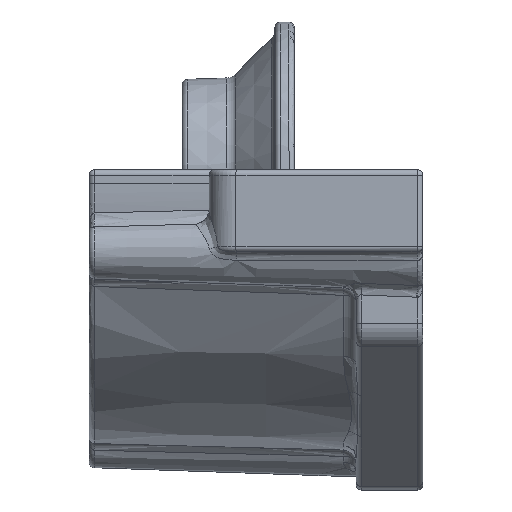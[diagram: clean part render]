
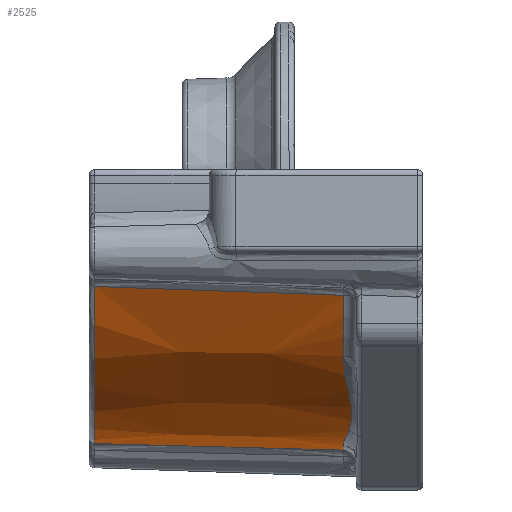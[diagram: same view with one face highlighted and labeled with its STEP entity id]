
A CAD part, left-side view. The second image highlights one B-rep face of the part: STEP entity #2525.
In plain terms, the highlighted conical face has half-angle 1.5 degrees and reference radius 98.963 mm.
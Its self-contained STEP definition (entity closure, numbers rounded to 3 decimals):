
#35 = EDGE_CURVE ( 'NONE', #5055, #2212, #7362, .T. ) ;
#198 = DIRECTION ( 'NONE',  ( 0., 0., 1. ) ) ;
#333 = VERTEX_POINT ( 'NONE', #13767 ) ;
#626 = EDGE_CURVE ( 'NONE', #2039, #5742, #4706, .T. ) ;
#821 = ORIENTED_EDGE ( 'NONE', *, *, #3038, .T. ) ;
#880 = CARTESIAN_POINT ( 'NONE',  ( -35.816, -17.533, -94.351 ) ) ;
#1302 = DIRECTION ( 'NONE',  ( 0., 1., 0. ) ) ;
#1304 = CARTESIAN_POINT ( 'NONE',  ( -91.248, 47.374, -39.81 ) ) ;
#1972 = ORIENTED_EDGE ( 'NONE', *, *, #12994, .T. ) ;
#1975 = CARTESIAN_POINT ( 'NONE',  ( -18.374, -15.681, -99.142 ) ) ;
#2039 = VERTEX_POINT ( 'NONE', #8756 ) ;
#2063 = CARTESIAN_POINT ( 'NONE',  ( -31.166, -16.779, -95.957 ) ) ;
#2089 = DIRECTION ( 'NONE',  ( 0., 1., 0. ) ) ;
#2117 = CARTESIAN_POINT ( 'NONE',  ( -37.342, -17.795, -93.755 ) ) ;
#2212 = VERTEX_POINT ( 'NONE', #8857 ) ;
#2219 = CARTESIAN_POINT ( 'NONE',  ( -63.068, -17.795, -78.902 ) ) ;
#2310 = CARTESIAN_POINT ( 'NONE',  ( -58.125, -18.57, -82.616 ) ) ;
#2406 = CARTESIAN_POINT ( 'NONE',  ( -52.928, -18.954, -86.025 ) ) ;
#2453 = CARTESIAN_POINT ( 'NONE',  ( -48.602, -18.955, -88.523 ) ) ;
#2525 = ADVANCED_FACE ( 'NONE', ( #13337 ), #3686, .T. ) ;
#2782 = AXIS2_PLACEMENT_3D ( 'NONE', #12604, #2089, #3345 ) ;
#3038 = EDGE_CURVE ( 'NONE', #12142, #333, #11728, .T. ) ;
#3170 = CARTESIAN_POINT ( 'NONE',  ( -21.629, -15.752, -98.503 ) ) ;
#3172 = ORIENTED_EDGE ( 'NONE', *, *, #35, .T. ) ;
#3219 = B_SPLINE_CURVE_WITH_KNOTS ( 'NONE', 3,
 ( #8230, #6892, #1304, #3333 ),
 .UNSPECIFIED., .F., .F.,
 ( 4, 4 ),
 ( 0., 0.095 ),
 .UNSPECIFIED. ) ;
#3227 = CARTESIAN_POINT ( 'NONE',  ( -34.276, -17.271, -94.91 ) ) ;
#3272 = CARTESIAN_POINT ( 'NONE',  ( -26.435, -16.155, -97.341 ) ) ;
#3276 = CARTESIAN_POINT ( 'NONE',  ( -76.14, -15.681, -66.433 ) ) ;
#3333 = CARTESIAN_POINT ( 'NONE',  ( -90.842, 78.9, -38.67 ) ) ;
#3345 = DIRECTION ( 'NONE',  ( 0., 0., 1. ) ) ;
#3559 = CARTESIAN_POINT ( 'NONE',  ( -55.038, -18.848, -84.698 ) ) ;
#3617 = CARTESIAN_POINT ( 'NONE',  ( -51.857, -18.982, -86.671 ) ) ;
#3686 = CONICAL_SURFACE ( 'NONE', #7676, 98.962, 0.026 ) ;
#3720 = LINE ( 'NONE', #5401, #13527 ) ;
#3956 = CARTESIAN_POINT ( 'NONE',  ( -18.374, -15.681, -99.142 ) ) ;
#4145 = ORIENTED_EDGE ( 'NONE', *, *, #626, .T. ) ;
#4404 = EDGE_LOOP ( 'NONE', ( #821, #5067, #9755, #1972, #4145, #6842, #3172, #11194 ) ) ;
#4558 = CIRCLE ( 'NONE', #11120, 101.491 ) ;
#4617 = CARTESIAN_POINT ( 'NONE',  ( -90.842, 78.9, -38.67 ) ) ;
#4706 = B_SPLINE_CURVE_WITH_KNOTS ( 'NONE', 3,
 ( #10489, #9441, #10592, #10641, #11727, #11784, #6958, #2453, #5744, #3617, #2406, #3559, #12878, #2310, #11836, #8092, #11678, #10434 ),
 .UNSPECIFIED., .F., .F.,
 ( 4, 2, 2, 2, 2, 2, 2, 2, 4 ),
 ( 0., 0.004, 0.007, 0.011, 0.015, 0.019, 0.022, 0.026, 0.03 ),
 .UNSPECIFIED. ) ;
#5055 = VERTEX_POINT ( 'NONE', #11888 ) ;
#5067 = ORIENTED_EDGE ( 'NONE', *, *, #10853, .T. ) ;
#5210 = DIRECTION ( 'NONE',  ( 0., -1., -0.026 ) ) ;
#5401 = CARTESIAN_POINT ( 'NONE',  ( 0.022, 80.877, -98.295 ) ) ;
#5439 = B_SPLINE_CURVE_WITH_KNOTS ( 'NONE', 3,
 ( #1975, #14726, #3170, #7815, #3272, #11440, #2063, #3227, #880, #2117 ),
 .UNSPECIFIED., .F., .F.,
 ( 4, 2, 2, 2, 4 ),
 ( 0., 0.005, 0.01, 0.015, 0.02 ),
 .UNSPECIFIED. ) ;
#5510 = CARTESIAN_POINT ( 'NONE',  ( 0.022, -15.681, -100.823 ) ) ;
#5610 = CARTESIAN_POINT ( 'NONE',  ( -77.217, -15.681, -65.169 ) ) ;
#5742 = VERTEX_POINT ( 'NONE', #6596 ) ;
#5744 = CARTESIAN_POINT ( 'NONE',  ( -49.694, -18.982, -87.92 ) ) ;
#5819 = CARTESIAN_POINT ( 'NONE',  ( -68.077, -16.75, -74.694 ) ) ;
#5864 = EDGE_CURVE ( 'NONE', #6645, #9429, #4558, .T. ) ;
#6278 = CARTESIAN_POINT ( 'NONE',  ( 0.022, 78.9, 0.668 ) ) ;
#6596 = CARTESIAN_POINT ( 'NONE',  ( -63.068, -17.795, -78.902 ) ) ;
#6645 = VERTEX_POINT ( 'NONE', #5510 ) ;
#6842 = ORIENTED_EDGE ( 'NONE', *, *, #7829, .T. ) ;
#6892 = CARTESIAN_POINT ( 'NONE',  ( -91.655, 15.847, -40.92 ) ) ;
#6928 = CARTESIAN_POINT ( 'NONE',  ( -71.616, -16.157, -71.26 ) ) ;
#6958 = CARTESIAN_POINT ( 'NONE',  ( -46.396, -18.85, -89.688 ) ) ;
#7355 = B_SPLINE_CURVE_WITH_KNOTS ( 'NONE', 3,
 ( #2219, #12690, #5819, #6928, #13841, #13955, #3276, #5610 ),
 .UNSPECIFIED., .F., .F.,
 ( 4, 2, 2, 4 ),
 ( 0., 0.01, 0.015, 0.02 ),
 .UNSPECIFIED. ) ;
#7362 = CIRCLE ( 'NONE', #2782, 101.491 ) ;
#7660 = DIRECTION ( 'NONE',  ( 0., -1., 0. ) ) ;
#7676 = AXIS2_PLACEMENT_3D ( 'NONE', #14495, #7660, #13302 ) ;
#7815 = CARTESIAN_POINT ( 'NONE',  ( -24.842, -15.989, -97.753 ) ) ;
#7829 = EDGE_CURVE ( 'NONE', #5742, #5055, #7355, .T. ) ;
#8092 = CARTESIAN_POINT ( 'NONE',  ( -61.124, -18.159, -80.427 ) ) ;
#8227 = CARTESIAN_POINT ( 'NONE',  ( 0.022, -15.681, 0.668 ) ) ;
#8230 = CARTESIAN_POINT ( 'NONE',  ( -92.057, -15.681, -42.014 ) ) ;
#8756 = CARTESIAN_POINT ( 'NONE',  ( -37.342, -17.795, -93.755 ) ) ;
#8772 = DIRECTION ( 'NONE',  ( 0., 0., 1. ) ) ;
#8857 = CARTESIAN_POINT ( 'NONE',  ( -92.057, -15.681, -42.014 ) ) ;
#9318 = EDGE_CURVE ( 'NONE', #2212, #12142, #3219, .T. ) ;
#9429 = VERTEX_POINT ( 'NONE', #3956 ) ;
#9441 = CARTESIAN_POINT ( 'NONE',  ( -38.492, -17.992, -93.305 ) ) ;
#9755 = ORIENTED_EDGE ( 'NONE', *, *, #5864, .T. ) ;
#10434 = CARTESIAN_POINT ( 'NONE',  ( -63.068, -17.795, -78.902 ) ) ;
#10489 = CARTESIAN_POINT ( 'NONE',  ( -37.342, -17.795, -93.755 ) ) ;
#10592 = CARTESIAN_POINT ( 'NONE',  ( -39.635, -18.159, -92.833 ) ) ;
#10641 = CARTESIAN_POINT ( 'NONE',  ( -41.908, -18.449, -91.845 ) ) ;
#10853 = EDGE_CURVE ( 'NONE', #333, #6645, #3720, .T. ) ;
#11120 = AXIS2_PLACEMENT_3D ( 'NONE', #8227, #1302, #198 ) ;
#11194 = ORIENTED_EDGE ( 'NONE', *, *, #9318, .T. ) ;
#11440 = CARTESIAN_POINT ( 'NONE',  ( -29.596, -16.55, -96.443 ) ) ;
#11588 = AXIS2_PLACEMENT_3D ( 'NONE', #6278, #13293, #8772 ) ;
#11678 = CARTESIAN_POINT ( 'NONE',  ( -62.103, -17.992, -79.673 ) ) ;
#11727 = CARTESIAN_POINT ( 'NONE',  ( -43.037, -18.571, -91.328 ) ) ;
#11728 = CIRCLE ( 'NONE', #11588, 99.014 ) ;
#11784 = CARTESIAN_POINT ( 'NONE',  ( -45.281, -18.772, -90.25 ) ) ;
#11836 = CARTESIAN_POINT ( 'NONE',  ( -59.135, -18.448, -81.898 ) ) ;
#11888 = CARTESIAN_POINT ( 'NONE',  ( -77.217, -15.681, -65.169 ) ) ;
#12142 = VERTEX_POINT ( 'NONE', #4617 ) ;
#12604 = CARTESIAN_POINT ( 'NONE',  ( 0.022, -15.681, 0.668 ) ) ;
#12690 = CARTESIAN_POINT ( 'NONE',  ( -65.626, -17.271, -76.856 ) ) ;
#12878 = CARTESIAN_POINT ( 'NONE',  ( -56.077, -18.77, -84.016 ) ) ;
#12994 = EDGE_CURVE ( 'NONE', #9429, #2039, #5439, .T. ) ;
#13293 = DIRECTION ( 'NONE',  ( 0., -1., 0. ) ) ;
#13302 = DIRECTION ( 'NONE',  ( 0., 0., -1. ) ) ;
#13337 = FACE_OUTER_BOUND ( 'NONE', #4404, .T. ) ;
#13527 = VECTOR ( 'NONE', #5210, 1000. ) ;
#13767 = CARTESIAN_POINT ( 'NONE',  ( 0.022, 78.9, -98.347 ) ) ;
#13841 = CARTESIAN_POINT ( 'NONE',  ( -72.774, -15.99, -70.082 ) ) ;
#13955 = CARTESIAN_POINT ( 'NONE',  ( -75.036, -15.752, -67.668 ) ) ;
#14495 = CARTESIAN_POINT ( 'NONE',  ( 0.022, 80.877, 0.668 ) ) ;
#14726 = CARTESIAN_POINT ( 'NONE',  ( -20.01, -15.681, -98.841 ) ) ;
